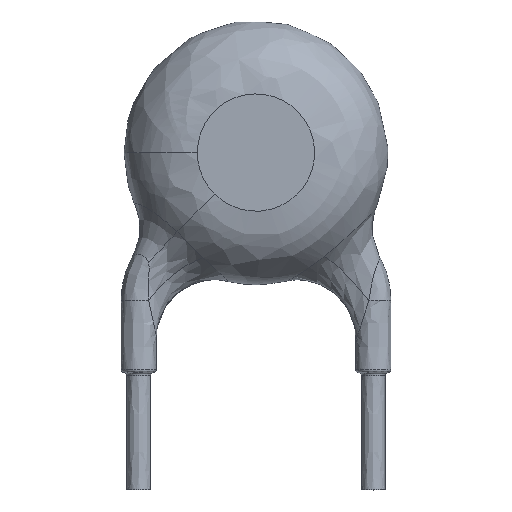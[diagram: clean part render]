
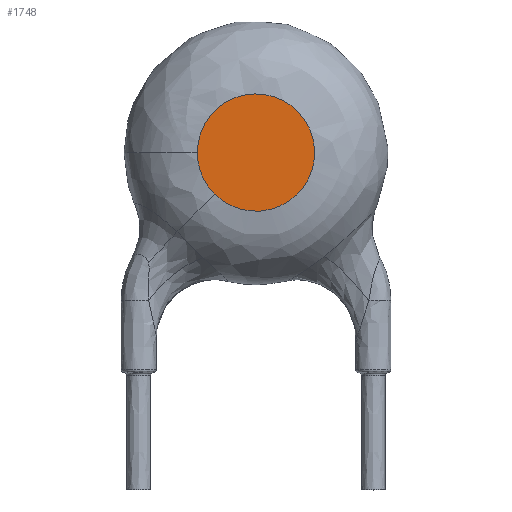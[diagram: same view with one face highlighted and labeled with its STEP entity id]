
A CAD part, top view. The second image highlights one B-rep face of the part: STEP entity #1748.
In plain terms, the highlighted planar face has unit normal (0, 0, 1).
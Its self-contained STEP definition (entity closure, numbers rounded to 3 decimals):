
#482=CARTESIAN_POINT('',(0.,7.5,2.5));
#483=DIRECTION('',(0.,0.,1.));
#484=DIRECTION('',(-1.,0.,0.));
#485=AXIS2_PLACEMENT_3D('',#482,#483,#484);
#490=CARTESIAN_POINT('',(0.,7.5,2.5));
#491=DIRECTION('',(0.,0.,1.));
#492=DIRECTION('',(-0.707,-0.707,0.));
#493=AXIS2_PLACEMENT_3D('',#490,#491,#492);
#977=CARTESIAN_POINT('',(-2.,7.5,2.5));
#978=CARTESIAN_POINT('',(-1.414,6.086,2.5));
#979=VERTEX_POINT('',#977);
#980=VERTEX_POINT('',#978);
#1739=CARTESIAN_POINT('',(0.,0.,2.5));
#1740=DIRECTION('',(0.,0.,1.));
#1741=DIRECTION('',(1.,0.,0.));
#1742=AXIS2_PLACEMENT_3D('',#1739,#1740,#1741);
#1743=PLANE('',#1742);
#1744=ORIENTED_EDGE('',*,*,#1731,.F.);
#1745=ORIENTED_EDGE('',*,*,#1091,.F.);
#1746=EDGE_LOOP('',(#1744,#1745));
#1747=FACE_OUTER_BOUND('',#1746,.F.);
#1748=ADVANCED_FACE('',(#1747),#1743,.T.);
#486=CIRCLE('',#485,2.);
#494=CIRCLE('',#493,2.);
#1091=EDGE_CURVE('',#980,#979,#494,.T.);
#1731=EDGE_CURVE('',#979,#980,#486,.T.);
